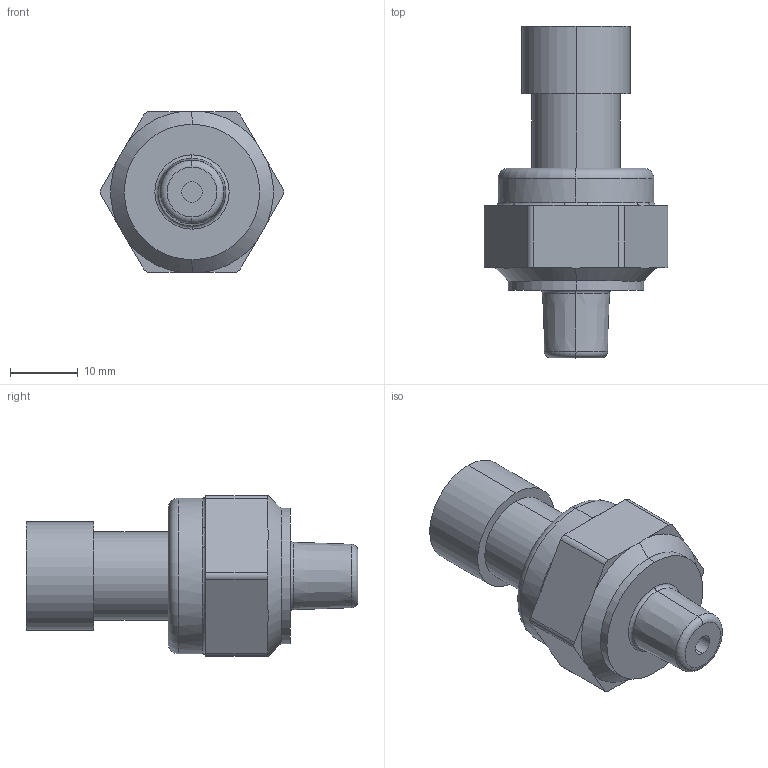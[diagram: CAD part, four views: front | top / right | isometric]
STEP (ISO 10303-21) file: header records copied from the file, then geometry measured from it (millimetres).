
FILE_DESCRIPTION (( 'STEP AP203' ), '1' );
FILE_NAME ('REV-11-1107-Pressure-Sensor.STEP', '2015-11-23T17:42:12', ( '' ), ( '' ), 'SwSTEP 2.0', 'SolidWorks 2014', '' );
FILE_SCHEMA (( 'CONFIG_CONTROL_DESIGN' ));
Length unit declared in the file: millimetre
Products named in the file (1): REV-11-1107-Pressure-Sensor
Bounding box: 27.11 x 49 x 23.75 mm (x, y, z)
Volume: 9928.4 mm3; surface area: 4523.2 mm2
Topology: 1 solids, 1 shells, 83 faces, 196 edges, 124 vertices
Faces by surface type: plane 41, cylinder 20, torus 12, bspline 6, cone 4
Entity records: 2645 total; most frequent: CARTESIAN_POINT 634, DIRECTION 420, ORIENTED_EDGE 392, EDGE_CURVE 196, AXIS2_PLACEMENT_3D 162, VERTEX_POINT 124, VECTOR 96, LINE 96
